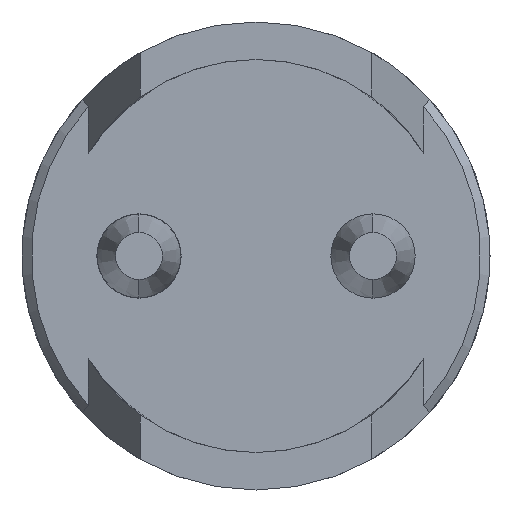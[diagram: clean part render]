
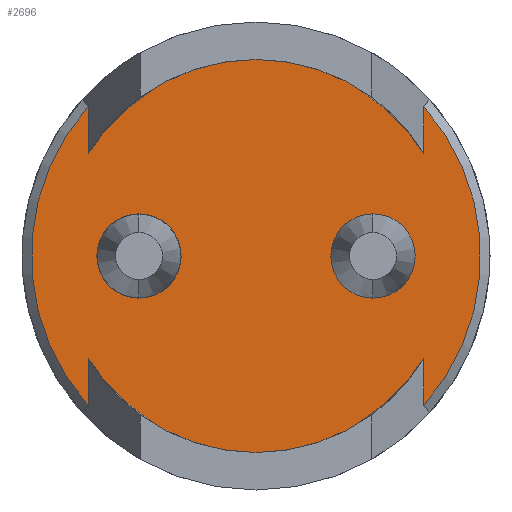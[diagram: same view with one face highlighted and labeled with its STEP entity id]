
A CAD part, front view. The second image highlights one B-rep face of the part: STEP entity #2696.
In plain terms, the highlighted planar face has unit normal (0, -1, 0).
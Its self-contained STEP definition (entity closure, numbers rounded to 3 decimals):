
#13 = CIRCLE ( 'NONE', #509, 0.45 ) ;
#41 = CIRCLE ( 'NONE', #1068, 2.1 ) ;
#54 = EDGE_LOOP ( 'NONE', ( #902, #1587 ) ) ;
#84 = CARTESIAN_POINT ( 'NONE',  ( 0., 0., 0. ) ) ;
#87 = DIRECTION ( 'NONE',  ( 0., 1., 0. ) ) ;
#142 = DIRECTION ( 'NONE',  ( 0., 0., -1. ) ) ;
#195 = EDGE_CURVE ( 'NONE', #2354, #3075, #546, .T. ) ;
#223 = DIRECTION ( 'NONE',  ( 0., 0., 1. ) ) ;
#274 = DIRECTION ( 'NONE',  ( 0., 0., 1. ) ) ;
#275 = EDGE_CURVE ( 'NONE', #2193, #2354, #2250, .T. ) ;
#291 = ORIENTED_EDGE ( 'NONE', *, *, #275, .T. ) ;
#315 = VERTEX_POINT ( 'NONE', #643 ) ;
#363 = DIRECTION ( 'NONE',  ( 0., 0., 1. ) ) ;
#388 = CARTESIAN_POINT ( 'NONE',  ( -1.793, 0., -1.596 ) ) ;
#446 = EDGE_CURVE ( 'NONE', #3075, #2648, #3284, .T. ) ;
#460 = ORIENTED_EDGE ( 'NONE', *, *, #461, .T. ) ;
#461 = EDGE_CURVE ( 'NONE', #3711, #2193, #583, .T. ) ;
#468 = AXIS2_PLACEMENT_3D ( 'NONE', #619, #87, #2924 ) ;
#489 = CARTESIAN_POINT ( 'NONE',  ( 0., 0., 0. ) ) ;
#492 = CARTESIAN_POINT ( 'NONE',  ( 1.25, 0., 0.45 ) ) ;
#509 = AXIS2_PLACEMENT_3D ( 'NONE', #2617, #844, #1482 ) ;
#515 = AXIS2_PLACEMENT_3D ( 'NONE', #1895, #2502, #3345 ) ;
#546 = LINE ( 'NONE', #2012, #804 ) ;
#583 = LINE ( 'NONE', #2204, #3018 ) ;
#599 = CIRCLE ( 'NONE', #1686, 0.45 ) ;
#613 = ORIENTED_EDGE ( 'NONE', *, *, #3419, .F. ) ;
#619 = CARTESIAN_POINT ( 'NONE',  ( 1.25, 0., 0. ) ) ;
#626 = EDGE_CURVE ( 'NONE', #2794, #1985, #13, .T. ) ;
#628 = CARTESIAN_POINT ( 'NONE',  ( 1.793, 0., -1.596 ) ) ;
#643 = CARTESIAN_POINT ( 'NONE',  ( 0., 0., 2.1 ) ) ;
#652 = ORIENTED_EDGE ( 'NONE', *, *, #195, .T. ) ;
#765 = EDGE_CURVE ( 'NONE', #3517, #3620, #599, .T. ) ;
#804 = VECTOR ( 'NONE', #274, 1000. ) ;
#844 = DIRECTION ( 'NONE',  ( 0., 1., 0. ) ) ;
#874 = ORIENTED_EDGE ( 'NONE', *, *, #2795, .T. ) ;
#881 = CARTESIAN_POINT ( 'NONE',  ( 0., 0., 0. ) ) ;
#902 = ORIENTED_EDGE ( 'NONE', *, *, #1231, .F. ) ;
#913 = CARTESIAN_POINT ( 'NONE',  ( -1.793, 0., 1.596 ) ) ;
#953 = ORIENTED_EDGE ( 'NONE', *, *, #446, .T. ) ;
#954 = EDGE_CURVE ( 'NONE', #1985, #2794, #1350, .T. ) ;
#975 = VECTOR ( 'NONE', #1629, 1000. ) ;
#978 = DIRECTION ( 'NONE',  ( 0., 0., 1. ) ) ;
#991 = ORIENTED_EDGE ( 'NONE', *, *, #1391, .T. ) ;
#995 = EDGE_LOOP ( 'NONE', ( #1031, #874, #613, #991, #1310, #460, #291, #652, #953 ) ) ;
#1007 = DIRECTION ( 'NONE',  ( 0., 0., -1. ) ) ;
#1030 = CARTESIAN_POINT ( 'NONE',  ( -1.25, 0., -0.45 ) ) ;
#1031 = ORIENTED_EDGE ( 'NONE', *, *, #1932, .F. ) ;
#1068 = AXIS2_PLACEMENT_3D ( 'NONE', #881, #2860, #3152 ) ;
#1079 = CARTESIAN_POINT ( 'NONE',  ( 1.25, 0., -0.45 ) ) ;
#1220 = CARTESIAN_POINT ( 'NONE',  ( -1.793, 0., 1.094 ) ) ;
#1231 = EDGE_CURVE ( 'NONE', #3620, #3517, #2936, .T. ) ;
#1271 = CARTESIAN_POINT ( 'NONE',  ( 0., 0., 0. ) ) ;
#1310 = ORIENTED_EDGE ( 'NONE', *, *, #3044, .T. ) ;
#1345 = CARTESIAN_POINT ( 'NONE',  ( 1.793, 0., 1.596 ) ) ;
#1350 = CIRCLE ( 'NONE', #468, 0.45 ) ;
#1391 = EDGE_CURVE ( 'NONE', #1406, #315, #3149, .T. ) ;
#1406 = VERTEX_POINT ( 'NONE', #2997 ) ;
#1471 = FACE_BOUND ( 'NONE', #54, .T. ) ;
#1482 = DIRECTION ( 'NONE',  ( 0., 0., -1. ) ) ;
#1486 = CARTESIAN_POINT ( 'NONE',  ( 0., 0., 0. ) ) ;
#1529 = PLANE ( 'NONE',  #1908 ) ;
#1584 = DIRECTION ( 'NONE',  ( 0., -1., 0. ) ) ;
#1587 = ORIENTED_EDGE ( 'NONE', *, *, #765, .F. ) ;
#1629 = DIRECTION ( 'NONE',  ( 0., 0., 1. ) ) ;
#1686 = AXIS2_PLACEMENT_3D ( 'NONE', #3536, #1584, #978 ) ;
#1895 = CARTESIAN_POINT ( 'NONE',  ( 0., 0., 0. ) ) ;
#1908 = AXIS2_PLACEMENT_3D ( 'NONE', #84, #3526, #2654 ) ;
#1932 = EDGE_CURVE ( 'NONE', #3029, #2648, #2649, .T. ) ;
#1985 = VERTEX_POINT ( 'NONE', #1079 ) ;
#2012 = CARTESIAN_POINT ( 'NONE',  ( -1.793, 0., -2.5 ) ) ;
#2024 = DIRECTION ( 'NONE',  ( 0., -1., 0. ) ) ;
#2041 = CARTESIAN_POINT ( 'NONE',  ( 1.793, 0., -1.094 ) ) ;
#2055 = AXIS2_PLACEMENT_3D ( 'NONE', #489, #3074, #1007 ) ;
#2094 = ORIENTED_EDGE ( 'NONE', *, *, #626, .T. ) ;
#2193 = VERTEX_POINT ( 'NONE', #913 ) ;
#2204 = CARTESIAN_POINT ( 'NONE',  ( -1.793, 0., -2.5 ) ) ;
#2250 = CIRCLE ( 'NONE', #3669, 2.4 ) ;
#2354 = VERTEX_POINT ( 'NONE', #388 ) ;
#2393 = CARTESIAN_POINT ( 'NONE',  ( -1.793, 0., -1.094 ) ) ;
#2451 = EDGE_LOOP ( 'NONE', ( #2094, #3264 ) ) ;
#2462 = DIRECTION ( 'NONE',  ( 0., 0., 1. ) ) ;
#2502 = DIRECTION ( 'NONE',  ( 0., -1., 0. ) ) ;
#2506 = FACE_OUTER_BOUND ( 'NONE', #995, .T. ) ;
#2589 = FACE_BOUND ( 'NONE', #2451, .T. ) ;
#2617 = CARTESIAN_POINT ( 'NONE',  ( 1.25, 0., 0. ) ) ;
#2648 = VERTEX_POINT ( 'NONE', #2041 ) ;
#2649 = LINE ( 'NONE', #3614, #975 ) ;
#2654 = DIRECTION ( 'NONE',  ( 0., 0., 1. ) ) ;
#2696 = ADVANCED_FACE ( 'NONE', ( #2589, #2506, #1471 ), #1529, .F. ) ;
#2752 = AXIS2_PLACEMENT_3D ( 'NONE', #1271, #3009, #142 ) ;
#2794 = VERTEX_POINT ( 'NONE', #492 ) ;
#2795 = EDGE_CURVE ( 'NONE', #3029, #3428, #3175, .T. ) ;
#2860 = DIRECTION ( 'NONE',  ( 0., -1., 0. ) ) ;
#2924 = DIRECTION ( 'NONE',  ( 0., 0., -1. ) ) ;
#2936 = CIRCLE ( 'NONE', #3561, 0.45 ) ;
#2961 = DIRECTION ( 'NONE',  ( 0., -1., 0. ) ) ;
#2997 = CARTESIAN_POINT ( 'NONE',  ( 1.793, 0., 1.094 ) ) ;
#3009 = DIRECTION ( 'NONE',  ( 0., -1., 0. ) ) ;
#3018 = VECTOR ( 'NONE', #2462, 1000. ) ;
#3029 = VERTEX_POINT ( 'NONE', #628 ) ;
#3044 = EDGE_CURVE ( 'NONE', #315, #3711, #41, .T. ) ;
#3074 = DIRECTION ( 'NONE',  ( 0., -1., 0. ) ) ;
#3075 = VERTEX_POINT ( 'NONE', #2393 ) ;
#3149 = CIRCLE ( 'NONE', #2752, 2.1 ) ;
#3152 = DIRECTION ( 'NONE',  ( 0., 0., -1. ) ) ;
#3175 = CIRCLE ( 'NONE', #515, 2.4 ) ;
#3254 = CARTESIAN_POINT ( 'NONE',  ( -1.25, 0., 0.45 ) ) ;
#3264 = ORIENTED_EDGE ( 'NONE', *, *, #954, .T. ) ;
#3284 = CIRCLE ( 'NONE', #2055, 2.1 ) ;
#3345 = DIRECTION ( 'NONE',  ( 0., 0., 1. ) ) ;
#3419 = EDGE_CURVE ( 'NONE', #1406, #3428, #3674, .T. ) ;
#3428 = VERTEX_POINT ( 'NONE', #1345 ) ;
#3438 = CARTESIAN_POINT ( 'NONE',  ( -1.25, 0., 0. ) ) ;
#3467 = DIRECTION ( 'NONE',  ( 0., 0., 1. ) ) ;
#3517 = VERTEX_POINT ( 'NONE', #1030 ) ;
#3526 = DIRECTION ( 'NONE',  ( 0., 1., 0. ) ) ;
#3536 = CARTESIAN_POINT ( 'NONE',  ( -1.25, 0., 0. ) ) ;
#3561 = AXIS2_PLACEMENT_3D ( 'NONE', #3438, #2024, #3467 ) ;
#3593 = VECTOR ( 'NONE', #223, 1000. ) ;
#3614 = CARTESIAN_POINT ( 'NONE',  ( 1.793, 0., -2.5 ) ) ;
#3620 = VERTEX_POINT ( 'NONE', #3254 ) ;
#3639 = CARTESIAN_POINT ( 'NONE',  ( 1.793, 0., -2.5 ) ) ;
#3669 = AXIS2_PLACEMENT_3D ( 'NONE', #1486, #2961, #363 ) ;
#3674 = LINE ( 'NONE', #3639, #3593 ) ;
#3711 = VERTEX_POINT ( 'NONE', #1220 ) ;
